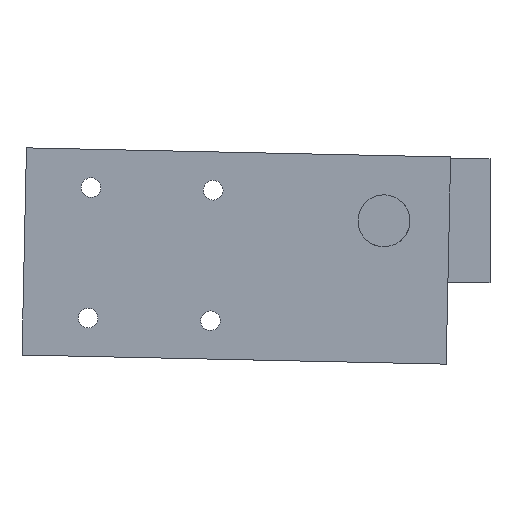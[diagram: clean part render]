
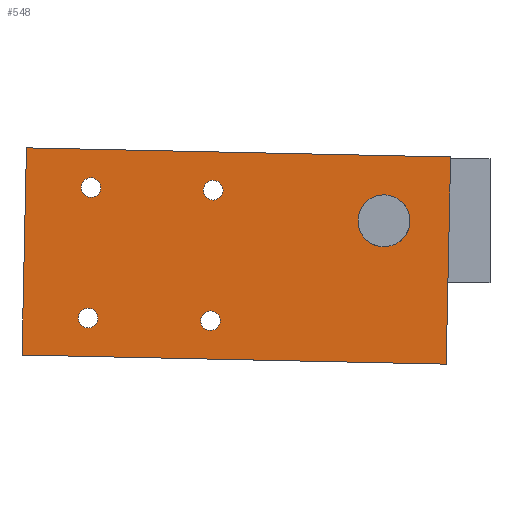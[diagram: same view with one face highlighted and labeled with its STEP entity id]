
A CAD part, left-side view. The second image highlights one B-rep face of the part: STEP entity #548.
In plain terms, the highlighted face is planar.
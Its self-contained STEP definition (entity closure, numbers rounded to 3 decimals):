
#106 = EDGE_CURVE ( 'NONE', #3581, #3585, #2057, .T. ) ;
#107 = EDGE_CURVE ( 'NONE', #3564, #3562, #2058, .T. ) ;
#112 = EDGE_CURVE ( 'NONE', #3582, #3575, #2066, .T. ) ;
#113 = EDGE_CURVE ( 'NONE', #3565, #3563, #2068, .T. ) ;
#117 = EDGE_CURVE ( 'NONE', #3595, #3574, #2074, .T. ) ;
#131 = EDGE_CURVE ( 'NONE', #3593, #3571, #2382, .T. ) ;
#135 = EDGE_CURVE ( 'NONE', #3593, #3568, #2380, .T. ) ;
#138 = EDGE_CURVE ( 'NONE', #3568, #3583, #2393, .T. ) ;
#140 = EDGE_CURVE ( 'NONE', #3574, #3595, #2398, .T. ) ;
#142 = EDGE_CURVE ( 'NONE', #3563, #3565, #2402, .T. ) ;
#143 = EDGE_CURVE ( 'NONE', #3575, #3582, #2404, .T. ) ;
#144 = EDGE_CURVE ( 'NONE', #3562, #3564, #2406, .T. ) ;
#147 = EDGE_CURVE ( 'NONE', #3571, #3583, #2399, .T. ) ;
#150 = EDGE_CURVE ( 'NONE', #3585, #3581, #2413, .T. ) ;
#235 = AXIS2_PLACEMENT_3D ( 'NONE', #1623, #1624, #1625 ) ;
#242 = AXIS2_PLACEMENT_3D ( 'NONE', #1615, #1621, #1622 ) ;
#548 = ADVANCED_FACE ( 'NONE', ( #3261, #3268, #3271, #3273, #3269, #3266 ), #2753, .F. ) ;
#643 = ORIENTED_EDGE ( 'NONE', *, *, #112, .T. ) ;
#644 = ORIENTED_EDGE ( 'NONE', *, *, #143, .T. ) ;
#645 = ORIENTED_EDGE ( 'NONE', *, *, #131, .T. ) ;
#646 = ORIENTED_EDGE ( 'NONE', *, *, #147, .T. ) ;
#647 = ORIENTED_EDGE ( 'NONE', *, *, #138, .F. ) ;
#648 = ORIENTED_EDGE ( 'NONE', *, *, #135, .F. ) ;
#649 = ORIENTED_EDGE ( 'NONE', *, *, #107, .T. ) ;
#650 = ORIENTED_EDGE ( 'NONE', *, *, #144, .T. ) ;
#651 = ORIENTED_EDGE ( 'NONE', *, *, #113, .T. ) ;
#652 = ORIENTED_EDGE ( 'NONE', *, *, #142, .T. ) ;
#653 = ORIENTED_EDGE ( 'NONE', *, *, #117, .T. ) ;
#654 = ORIENTED_EDGE ( 'NONE', *, *, #140, .T. ) ;
#655 = ORIENTED_EDGE ( 'NONE', *, *, #106, .T. ) ;
#656 = ORIENTED_EDGE ( 'NONE', *, *, #150, .T. ) ;
#782 = EDGE_LOOP ( 'NONE', ( #643, #644 ) ) ;
#797 = EDGE_LOOP ( 'NONE', ( #645, #646, #647, #648 ) ) ;
#798 = EDGE_LOOP ( 'NONE', ( #649, #650 ) ) ;
#799 = EDGE_LOOP ( 'NONE', ( #651, #652 ) ) ;
#800 = EDGE_LOOP ( 'NONE', ( #653, #654 ) ) ;
#801 = EDGE_LOOP ( 'NONE', ( #655, #656 ) ) ;
#1615 = CARTESIAN_POINT ( 'NONE',  ( 115., 0., -23.5 ) ) ;
#1621 = DIRECTION ( 'NONE',  ( 0., 1., 0. ) ) ;
#1622 = DIRECTION ( 'NONE',  ( 0., 0., 1. ) ) ;
#1623 = CARTESIAN_POINT ( 'NONE',  ( 220., 0., -40. ) ) ;
#1624 = DIRECTION ( 'NONE',  ( 0., 1., 0. ) ) ;
#1625 = DIRECTION ( 'NONE',  ( 0., 0., 1. ) ) ;
#1636 = CARTESIAN_POINT ( 'NONE',  ( 40., 0., -23.5 ) ) ;
#1637 = DIRECTION ( 'NONE',  ( 0., 1., 0. ) ) ;
#1638 = DIRECTION ( 'NONE',  ( 0., 0., 1. ) ) ;
#1639 = CARTESIAN_POINT ( 'NONE',  ( 40., 0., -103.5 ) ) ;
#1640 = DIRECTION ( 'NONE',  ( 0., 1., 0. ) ) ;
#1641 = DIRECTION ( 'NONE',  ( 0., 0., 1. ) ) ;
#1649 = CARTESIAN_POINT ( 'NONE',  ( 115., 0., -103.5 ) ) ;
#1650 = DIRECTION ( 'NONE',  ( 0., 1., 0. ) ) ;
#1651 = DIRECTION ( 'NONE',  ( 0., 0., 1. ) ) ;
#1674 = CARTESIAN_POINT ( 'NONE',  ( 0., 0., -63.5 ) ) ;
#1683 = DIRECTION ( 'NONE',  ( 0., 0., -1. ) ) ;
#1684 = CARTESIAN_POINT ( 'NONE',  ( -95.21, 0., 0. ) ) ;
#1688 = CARTESIAN_POINT ( 'NONE',  ( 260., 0., -63.5 ) ) ;
#1692 = DIRECTION ( 'NONE',  ( 1., 0., 0. ) ) ;
#1695 = CARTESIAN_POINT ( 'NONE',  ( 115., 0., -103.5 ) ) ;
#1699 = DIRECTION ( 'NONE',  ( 0., 0., -1. ) ) ;
#1703 = CARTESIAN_POINT ( 'NONE',  ( 40., 0., -103.5 ) ) ;
#1704 = DIRECTION ( 'NONE',  ( 0., 1., 0. ) ) ;
#1705 = DIRECTION ( 'NONE',  ( 0., 0., 1. ) ) ;
#1706 = CARTESIAN_POINT ( 'NONE',  ( 40., 0., -23.5 ) ) ;
#1709 = CARTESIAN_POINT ( 'NONE',  ( 220., 0., -40. ) ) ;
#1710 = DIRECTION ( 'NONE',  ( 0., 1., 0. ) ) ;
#1711 = DIRECTION ( 'NONE',  ( 0., 0., 1. ) ) ;
#1713 = DIRECTION ( 'NONE',  ( 0., 1., 0. ) ) ;
#1714 = DIRECTION ( 'NONE',  ( 0., 0., 1. ) ) ;
#1716 = DIRECTION ( 'NONE',  ( 0., 1., 0. ) ) ;
#1717 = DIRECTION ( 'NONE',  ( 0., 0., 1. ) ) ;
#1723 = CARTESIAN_POINT ( 'NONE',  ( -95.21, 0., -127. ) ) ;
#1724 = DIRECTION ( 'NONE',  ( 1., 0., 0. ) ) ;
#1728 = CARTESIAN_POINT ( 'NONE',  ( 115., 0., -23.5 ) ) ;
#1729 = DIRECTION ( 'NONE',  ( 0., 1., 0. ) ) ;
#1730 = DIRECTION ( 'NONE',  ( 0., 0., 1. ) ) ;
#2057 = CIRCLE ( 'NONE', #242, 6. ) ;
#2058 = CIRCLE ( 'NONE', #235, 15.9 ) ;
#2066 = CIRCLE ( 'NONE', #2091, 6. ) ;
#2068 = CIRCLE ( 'NONE', #2090, 6. ) ;
#2074 = CIRCLE ( 'NONE', #2093, 6. ) ;
#2090 = AXIS2_PLACEMENT_3D ( 'NONE', #1639, #1640, #1641 ) ;
#2091 = AXIS2_PLACEMENT_3D ( 'NONE', #1636, #1637, #1638 ) ;
#2093 = AXIS2_PLACEMENT_3D ( 'NONE', #1649, #1650, #1651 ) ;
#2098 = AXIS2_PLACEMENT_3D ( 'NONE', #1695, #1704, #1705 ) ;
#2102 = AXIS2_PLACEMENT_3D ( 'NONE', #1703, #1710, #1711 ) ;
#2103 = AXIS2_PLACEMENT_3D ( 'NONE', #1706, #1713, #1714 ) ;
#2104 = AXIS2_PLACEMENT_3D ( 'NONE', #1709, #1716, #1717 ) ;
#2105 = AXIS2_PLACEMENT_3D ( 'NONE', #1728, #1729, #1730 ) ;
#2189 = AXIS2_PLACEMENT_3D ( 'NONE', #2752, #2758, #2759 ) ;
#2380 = LINE ( 'NONE', #1684, #2392 ) ;
#2382 = LINE ( 'NONE', #1674, #2384 ) ;
#2384 = VECTOR ( 'NONE', #1683, 1000. ) ;
#2392 = VECTOR ( 'NONE', #1692, 1000. ) ;
#2393 = LINE ( 'NONE', #1688, #2395 ) ;
#2395 = VECTOR ( 'NONE', #1699, 1000. ) ;
#2398 = CIRCLE ( 'NONE', #2098, 6. ) ;
#2399 = LINE ( 'NONE', #1723, #2405 ) ;
#2402 = CIRCLE ( 'NONE', #2102, 6. ) ;
#2404 = CIRCLE ( 'NONE', #2103, 6. ) ;
#2405 = VECTOR ( 'NONE', #1724, 1000. ) ;
#2406 = CIRCLE ( 'NONE', #2104, 15.9 ) ;
#2413 = CIRCLE ( 'NONE', #2105, 6. ) ;
#2752 = CARTESIAN_POINT ( 'NONE',  ( -95.21, 0., -63.5 ) ) ;
#2753 = PLANE ( 'NONE',  #2189 ) ;
#2758 = DIRECTION ( 'NONE',  ( 0., 1., 0. ) ) ;
#2759 = DIRECTION ( 'NONE',  ( 0., 0., 1. ) ) ;
#2883 = CARTESIAN_POINT ( 'NONE',  ( 220., 0., -24.1 ) ) ;
#2884 = CARTESIAN_POINT ( 'NONE',  ( 40., 0., -97.5 ) ) ;
#2885 = CARTESIAN_POINT ( 'NONE',  ( 220., 0., -55.9 ) ) ;
#2886 = CARTESIAN_POINT ( 'NONE',  ( 40., 0., -109.5 ) ) ;
#2889 = CARTESIAN_POINT ( 'NONE',  ( 260., 0., 0. ) ) ;
#2892 = CARTESIAN_POINT ( 'NONE',  ( 0., 0., -127. ) ) ;
#2895 = CARTESIAN_POINT ( 'NONE',  ( 115., 0., -97.5 ) ) ;
#2896 = CARTESIAN_POINT ( 'NONE',  ( 40., 0., -17.5 ) ) ;
#2902 = CARTESIAN_POINT ( 'NONE',  ( 115., 0., -29.5 ) ) ;
#2903 = CARTESIAN_POINT ( 'NONE',  ( 40., 0., -29.5 ) ) ;
#2904 = CARTESIAN_POINT ( 'NONE',  ( 260., 0., -127. ) ) ;
#2906 = CARTESIAN_POINT ( 'NONE',  ( 115., 0., -17.5 ) ) ;
#2914 = CARTESIAN_POINT ( 'NONE',  ( 0., 0., 0. ) ) ;
#2916 = CARTESIAN_POINT ( 'NONE',  ( 115., 0., -109.5 ) ) ;
#3261 = FACE_BOUND ( 'NONE', #782, .T. ) ;
#3266 = FACE_BOUND ( 'NONE', #801, .T. ) ;
#3268 = FACE_OUTER_BOUND ( 'NONE', #797, .T. ) ;
#3269 = FACE_BOUND ( 'NONE', #800, .T. ) ;
#3271 = FACE_BOUND ( 'NONE', #798, .T. ) ;
#3273 = FACE_BOUND ( 'NONE', #799, .T. ) ;
#3562 = VERTEX_POINT ( 'NONE', #2883 ) ;
#3563 = VERTEX_POINT ( 'NONE', #2884 ) ;
#3564 = VERTEX_POINT ( 'NONE', #2885 ) ;
#3565 = VERTEX_POINT ( 'NONE', #2886 ) ;
#3568 = VERTEX_POINT ( 'NONE', #2889 ) ;
#3571 = VERTEX_POINT ( 'NONE', #2892 ) ;
#3574 = VERTEX_POINT ( 'NONE', #2895 ) ;
#3575 = VERTEX_POINT ( 'NONE', #2896 ) ;
#3581 = VERTEX_POINT ( 'NONE', #2902 ) ;
#3582 = VERTEX_POINT ( 'NONE', #2903 ) ;
#3583 = VERTEX_POINT ( 'NONE', #2904 ) ;
#3585 = VERTEX_POINT ( 'NONE', #2906 ) ;
#3593 = VERTEX_POINT ( 'NONE', #2914 ) ;
#3595 = VERTEX_POINT ( 'NONE', #2916 ) ;
